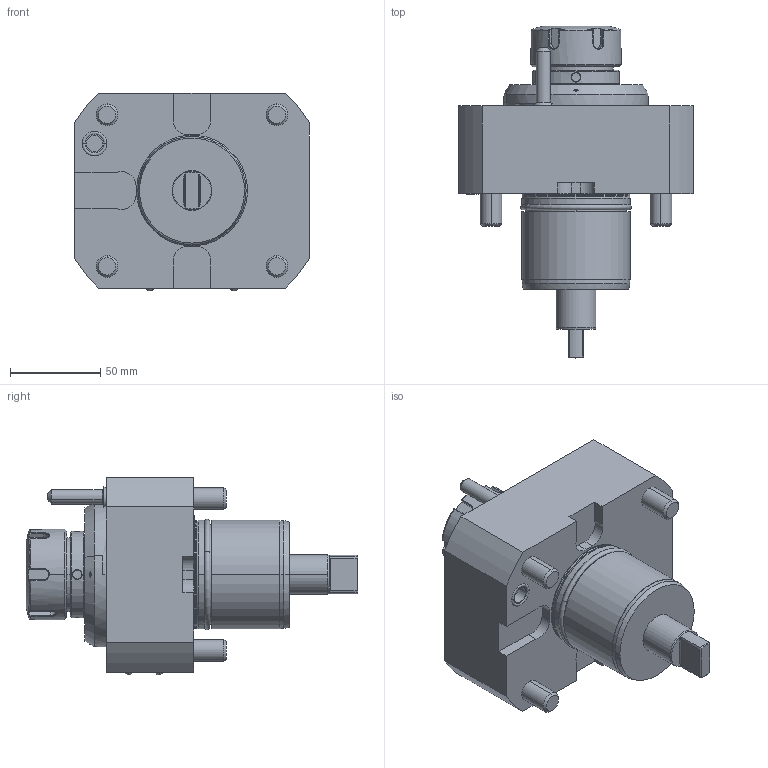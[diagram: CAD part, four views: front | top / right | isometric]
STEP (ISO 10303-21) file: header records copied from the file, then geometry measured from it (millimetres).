
FILE_DESCRIPTION((''),'2;1');
FILE_NAME('NGT2_60_101_32_1_MS','2019-04-24T',('vali'),('NOVA GRUP'),'PRO/ENGINEER BY PARAMETRIC TECHNOLOGY CORPORATION, 2010280','PRO/ENGINEER BY PARAMETRIC TECHNOLOGY CORPORATION, 2010280','');
FILE_SCHEMA(('CONFIG_CONTROL_DESIGN'));
Length unit declared in the file: millimetre
Products named in the file (1): NGT2_60_101_32_1_MS
Bounding box: 130 x 183.8 x 109.6 mm (x, y, z)
Volume: 934229.3 mm3; surface area: 78764.4 mm2
Topology: 2 solids, 2 shells, 267 faces, 637 edges, 395 vertices
Faces by surface type: plane 93, cylinder 83, cone 39, bspline 28, torus 18, sphere 6
Entity records: 12768 total; most frequent: CARTESIAN_POINT 6805, ORIENTED_EDGE 1266, DIRECTION 1155, EDGE_CURVE 633, AXIS2_PLACEMENT_3D 444, VERTEX_POINT 395, EDGE_LOOP 294, VECTOR 267
